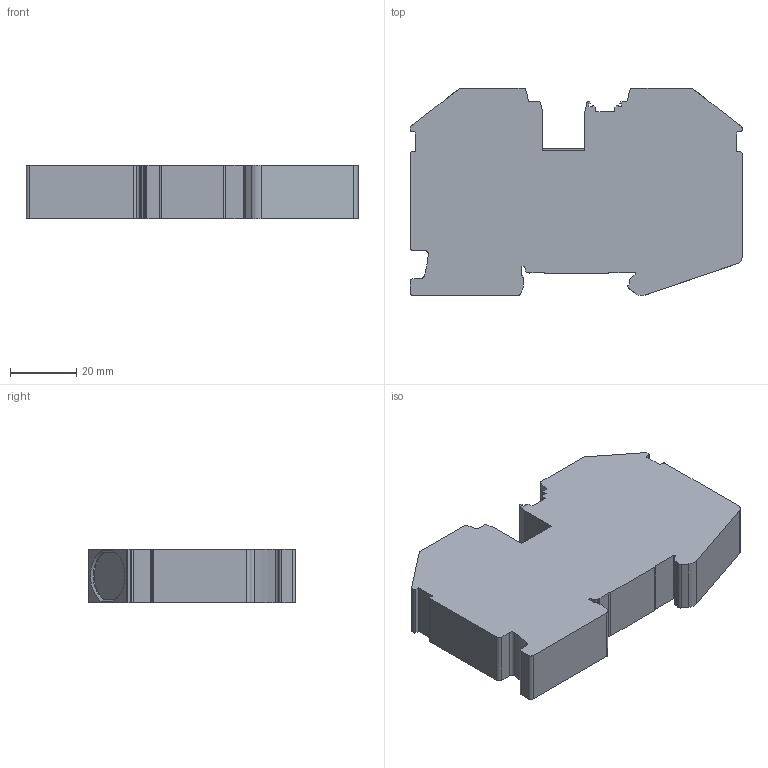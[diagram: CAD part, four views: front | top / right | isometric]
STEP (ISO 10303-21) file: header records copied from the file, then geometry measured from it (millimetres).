
FILE_DESCRIPTION( ( 'Unknown' ), '1' );
FILE_NAME( 'DPTN35-PE 簡易3D 20230213.stp', 'Unknown', ( 'Unknown' ), ( 'Unknown' ), 'XStep 1.0', 'Unknown', ' ' );
FILE_SCHEMA( ( 'automotive_design' ) );
Length unit declared in the file: millimetre
Products named in the file (1): DPTN35-PE-M01_20160808
Bounding box: 100 x 62.45 x 16 mm (x, y, z)
Volume: 84314.6 mm3; surface area: 16673.8 mm2
Topology: 1 solids, 1 shells, 165 faces, 471 edges, 314 vertices
Faces by surface type: plane 102, cylinder 57, bspline 4, cone 2
Full cylindrical faces by diameter (mm): 3 x2
Entity records: 6972 total; most frequent: CARTESIAN_POINT 1302, ORIENTED_EDGE 930, DIRECTION 877, EDGE_CURVE 465, LINE 325, VECTOR 325, VERTEX_POINT 312, AXIS2_PLACEMENT_3D 276
